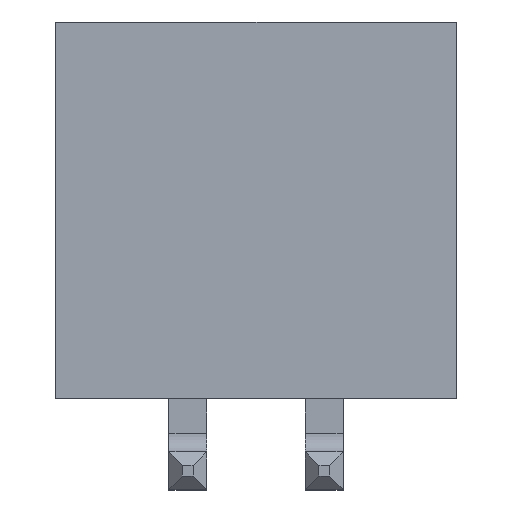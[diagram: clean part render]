
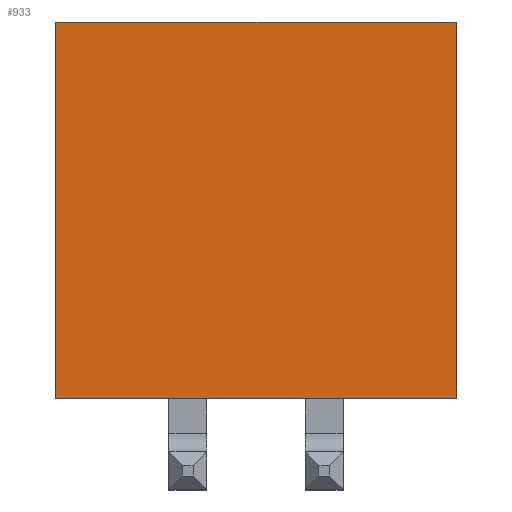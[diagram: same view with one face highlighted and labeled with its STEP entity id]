
A CAD part, top view. The second image highlights one B-rep face of the part: STEP entity #933.
In plain terms, the highlighted planar face has unit normal (0, 0, 1).
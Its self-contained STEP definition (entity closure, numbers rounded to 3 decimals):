
#48=FACE_OUTER_BOUND('',#100,.T.);
#100=EDGE_LOOP('',(#654,#655,#656,#657));
#189=LINE('',#1407,#305);
#198=LINE('',#1426,#314);
#200=LINE('',#1429,#316);
#201=LINE('',#1430,#317);
#305=VECTOR('',#1142,7.);
#314=VECTOR('',#1155,7.);
#316=VECTOR('',#1159,7.44);
#317=VECTOR('',#1160,7.44);
#418=VERTEX_POINT('',#1400);
#421=VERTEX_POINT('',#1405);
#428=VERTEX_POINT('',#1423);
#429=VERTEX_POINT('',#1425);
#509=EDGE_CURVE('',#421,#418,#189,.T.);
#518=EDGE_CURVE('',#429,#428,#198,.T.);
#520=EDGE_CURVE('',#428,#418,#200,.T.);
#521=EDGE_CURVE('',#429,#421,#201,.T.);
#654=ORIENTED_EDGE('',*,*,#520,.T.);
#655=ORIENTED_EDGE('',*,*,#509,.F.);
#656=ORIENTED_EDGE('',*,*,#521,.F.);
#657=ORIENTED_EDGE('',*,*,#518,.T.);
#832=PLANE('',#1005);
#933=ADVANCED_FACE('',(#48),#832,.F.);
#1005=AXIS2_PLACEMENT_3D('',#1428,#1157,#1158);
#1142=DIRECTION('',(0.,-1.,0.));
#1155=DIRECTION('',(0.,-1.,0.));
#1157=DIRECTION('center_axis',(0.,0.,-1.));
#1158=DIRECTION('ref_axis',(-1.,0.,0.));
#1159=DIRECTION('',(1.,0.,0.));
#1160=DIRECTION('',(1.,0.,0.));
#1400=CARTESIAN_POINT('',(3.72,0.,3.05));
#1405=CARTESIAN_POINT('',(3.72,7.,3.05));
#1407=CARTESIAN_POINT('',(3.72,7.,3.05));
#1423=CARTESIAN_POINT('',(-3.72,0.,3.05));
#1425=CARTESIAN_POINT('',(-3.72,7.,3.05));
#1426=CARTESIAN_POINT('',(-3.72,7.,3.05));
#1428=CARTESIAN_POINT('Origin',(-3.72,7.,3.05));
#1429=CARTESIAN_POINT('',(-3.72,0.,3.05));
#1430=CARTESIAN_POINT('',(-3.72,7.,3.05));
